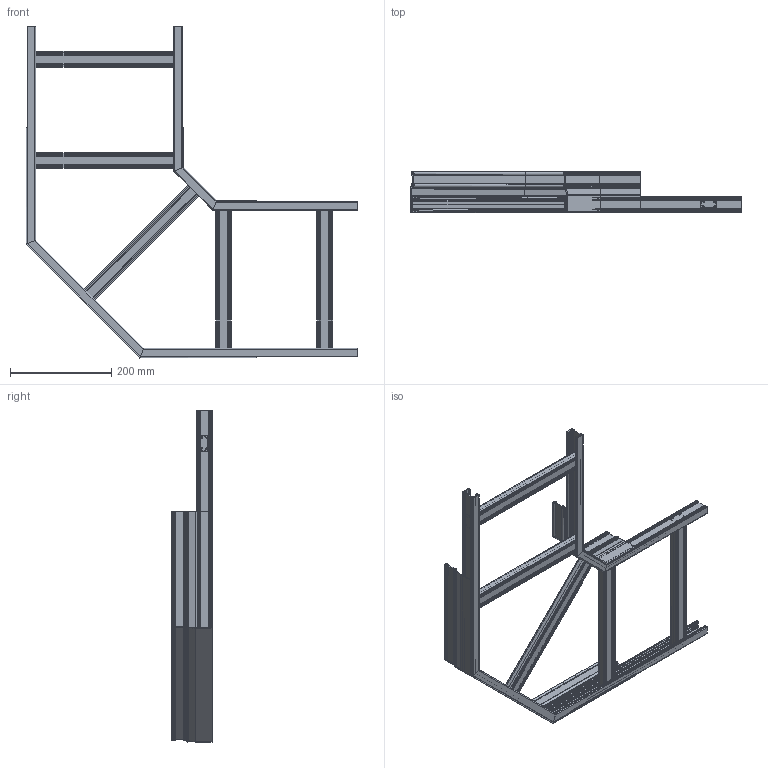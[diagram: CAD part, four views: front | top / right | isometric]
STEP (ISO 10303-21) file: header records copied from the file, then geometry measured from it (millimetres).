
FILE_DESCRIPTION (( 'STEP AP203' ), '1' );
FILE_NAME ('Ñîåäèíèòåëü 90 300ìì.STEP', '2025-05-06T13:51:38', ( '' ), ( '' ), 'SwSTEP 2.0', 'SolidWorks 2022', '' );
FILE_SCHEMA (( 'CONFIG_CONTROL_DESIGN' ));
Length unit declared in the file: millimetre
Products named in the file (13): Стенка для Х-отвода центр; Стенка для отвода 90град левый; С-профиль для отвода 90град 316,15мм; С-профиль для отвода 90град 316,08мм; Стенка для Х-отвода левый; С-профиль для Х-отвода 300мм; Стенка для отвода 90град правый; С-профиль для отвода 90град 94,05мм; Стенка для отвода 90град центр; Стенка для Х-отвода правый; Соединитель 90 300мм; С-профиль для отвода 90град 430мм; С-профиль для отвода 90град 280мм
Assembly tree (17 placements, depth 2):
  Соединитель 90 300мм
    С-профиль для Х-отвода 300мм  x4
    Стенка для Х-отвода центр
    Стенка для Х-отвода левый
    Стенка для Х-отвода правый
    С-профиль для отвода 90град 280мм  x2
    С-профиль для отвода 90град 94,05мм
    С-профиль для отвода 90град 430мм  x2
    С-профиль для отвода 90град 316,08мм
    С-профиль для отвода 90град 316,15мм
    Стенка для отвода 90град левый
    Стенка для отвода 90град правый
    Стенка для отвода 90град центр
Bounding box: 655.5 x 81 x 655.5 mm (x, y, z)
Volume: 761850.7 mm3; surface area: 751518.5 mm2
Topology: 17 solids, 17 shells, 1300 faces, 3798 edges, 2532 vertices
Faces by surface type: cylinder 756, plane 544
Entity records: 32145 total; most frequent: CARTESIAN_POINT 7412, ORIENTED_EDGE 5436, DIRECTION 4422, EDGE_CURVE 2718, VERTEX_POINT 1812, LINE 1626, VECTOR 1626, AXIS2_PLACEMENT_3D 1398
